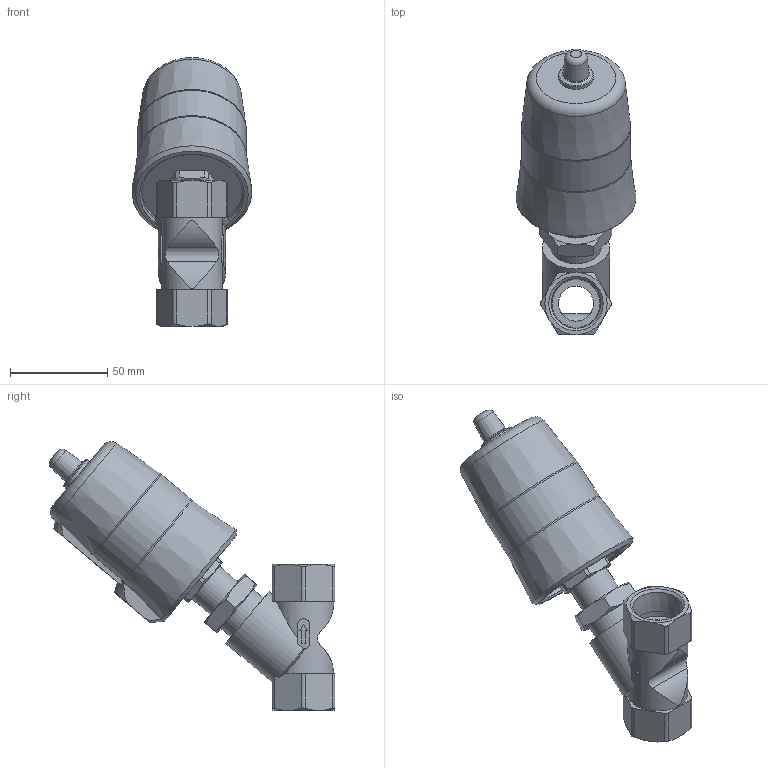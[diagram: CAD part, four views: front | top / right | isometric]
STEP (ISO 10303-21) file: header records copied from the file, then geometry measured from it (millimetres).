
FILE_DESCRIPTION(/* description */ ('STEP AP214'),/* implementation_level */ '2;1');
FILE_NAME(/* name */ '1002548_VZXF-L-M22C-M-B-N34-180-M1-V4V4T-50-20',/* time_stamp */ '2024-09-18T13:24:11+02:00',/* author */ ('License CC BY-ND 4.0'),/* organization */ ('CADENAS'),/* preprocessor_version */ 'ST-DEVELOPER v19.3',/* originating_system */ 'PARTsolutions',/* authorisation */ ' ');
FILE_SCHEMA (('AUTOMOTIVE_DESIGN {1 0 10303 214 3 1 1}'));
Length unit declared in the file: millimetre
Products named in the file (2): 1002548 VZXF-L-M22C-M-B-N34-180-M1-V4V4T-50-20; 1001805 VZXF-L-M22C-M-B-N34-180-V4V4T-50-20---(V)
Assembly tree (1 placements, depth 2):
  1002548 VZXF-L-M22C-M-B-N34-180-M1-V4V4T-50-20
    1001805 VZXF-L-M22C-M-B-N34-180-V4V4T-50-20---(V)
Bounding box: 61.51 x 146.52 x 137.99 mm (x, y, z)
Volume: 273002 mm3; surface area: 39741.4 mm2
Topology: 1 solids, 1 shells, 163 faces, 401 edges, 254 vertices
Faces by surface type: plane 71, cone 45, cylinder 41, torus 6
Full cylindrical faces by diameter (mm): 8.566 x1, 18 x1, 18.2 x1, 22 x1, 24.686 x2, 26 x1, 34.5 x1, 51.7 x1
Entity records: 4956 total; most frequent: CARTESIAN_POINT 1310, ORIENTED_EDGE 748, DIRECTION 704, EDGE_CURVE 374, AXIS2_PLACEMENT_3D 287, VERTEX_POINT 250, EDGE_LOOP 202, FACE_BOUND 202
